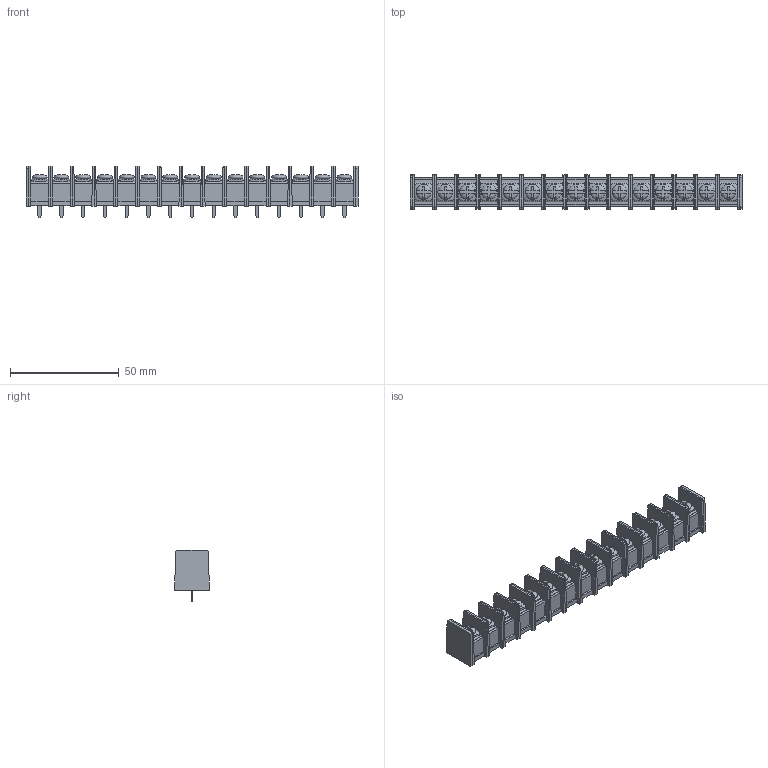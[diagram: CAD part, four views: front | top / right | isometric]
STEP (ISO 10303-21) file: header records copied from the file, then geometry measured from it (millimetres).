
FILE_DESCRIPTION(('FreeCAD Model'),'2;1');
FILE_NAME('Open CASCADE Shape Model','2021-12-26T19:27:01',('Author'),( ''),'Open CASCADE STEP processor 7.4','FreeCAD','Unknown');
FILE_SCHEMA(('AUTOMOTIVE_DESIGN { 1 0 10303 214 1 1 1 1 }'));
Length unit declared in the file: millimetre
Products named in the file (7): TerminalBlock_01x15_P10mm; Contact_Asm; ContactBody; Contact; ContactPlate; ContactScrew; Edge
Assembly tree (21 placements, depth 3):
  TerminalBlock_01x15_P10mm
    Contact_Asm  x15
      ContactBody
      Contact
      ContactPlate
      ContactScrew
    Edge  x2
Bounding box: 152.5 x 16 x 23.75 mm (x, y, z)
Volume: 24034.9 mm3; surface area: 40641.7 mm2
Topology: 62 solids, 62 shells, 1576 faces, 4251 edges, 2859 vertices
Faces by surface type: plane 1302, cylinder 214, revolution 45, cone 15
Full cylindrical faces by diameter (mm): 4 x45, 5 x15
Entity records: 4428 total; most frequent: CARTESIAN_POINT 1350, ORIENTED_EDGE 598, DIRECTION 578, EDGE_CURVE 299, LINE 233, VECTOR 233, VERTEX_POINT 201, AXIS2_PLACEMENT_3D 171
